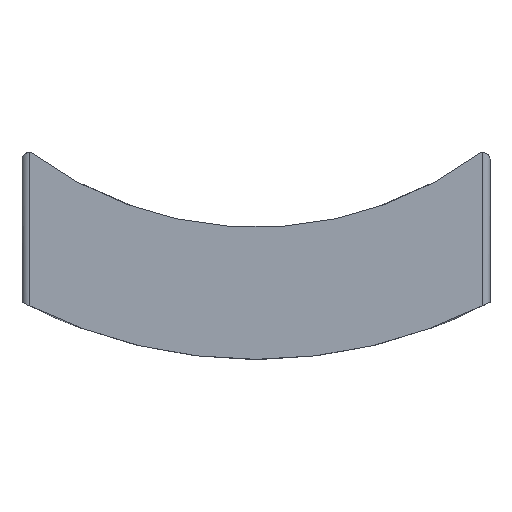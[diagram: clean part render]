
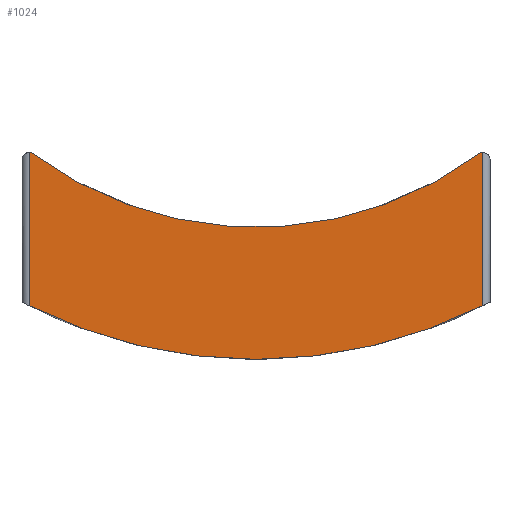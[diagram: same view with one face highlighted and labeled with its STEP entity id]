
A CAD part, top view. The second image highlights one B-rep face of the part: STEP entity #1024.
In plain terms, the highlighted planar face has unit normal (0, 0, 1).
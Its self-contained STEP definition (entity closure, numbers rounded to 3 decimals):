
#475=CARTESIAN_POINT('',(-63.303,-85.644,9.));
#476=VERTEX_POINT('',#475);
#483=CARTESIAN_POINT('',(63.303,-85.644,9.));
#484=VERTEX_POINT('',#483);
#485=CARTESIAN_POINT('',(0.,0.,9.));
#486=DIRECTION('',(0.,0.,-1.));
#487=DIRECTION('',(1.,0.,0.));
#488=AXIS2_PLACEMENT_3D('',#485,#486,#487);
#489=CIRCLE('',#488,106.5);
#490=EDGE_CURVE('',#484,#476,#489,.T.);
#850=CARTESIAN_POINT('',(64.492,-128.751,9.));
#851=VERTEX_POINT('',#850);
#877=CARTESIAN_POINT('',(-64.492,-128.751,9.));
#878=VERTEX_POINT('',#877);
#879=CARTESIAN_POINT('',(0.,0.,9.));
#880=DIRECTION('',(0.,0.,1.));
#881=DIRECTION('',(1.,0.,-0.));
#882=AXIS2_PLACEMENT_3D('',#879,#880,#881);
#883=CIRCLE('',#882,144.);
#884=EDGE_CURVE('',#878,#851,#883,.T.);
#985=CARTESIAN_POINT('',(0.,0.,9.));
#986=DIRECTION('',(0.,0.,1.));
#987=DIRECTION('',(1.,0.,0.));
#988=AXIS2_PLACEMENT_3D('',#985,#986,#987);
#989=PLANE('',#988);
#990=CARTESIAN_POINT('',(64.492,-85.253,9.));
#991=VERTEX_POINT('',#990);
#992=CARTESIAN_POINT('',(64.492,-128.751,9.));
#993=DIRECTION('',(0.,1.,0.));
#994=VECTOR('',#993,43.498);
#995=LINE('',#992,#994);
#996=EDGE_CURVE('',#851,#991,#995,.T.);
#997=ORIENTED_EDGE('',*,*,#996,.T.);
#998=CARTESIAN_POINT('',(64.492,-87.253,9.));
#999=DIRECTION('',(0.,0.,1.));
#1000=DIRECTION('',(1.,0.,-0.));
#1001=AXIS2_PLACEMENT_3D('',#998,#999,#1000);
#1002=CIRCLE('',#1001,2.);
#1003=EDGE_CURVE('',#991,#484,#1002,.T.);
#1004=ORIENTED_EDGE('',*,*,#1003,.T.);
#1005=ORIENTED_EDGE('',*,*,#490,.T.);
#1006=CARTESIAN_POINT('',(-64.492,-85.253,9.));
#1007=VERTEX_POINT('',#1006);
#1008=CARTESIAN_POINT('',(-64.492,-87.253,9.));
#1009=DIRECTION('',(0.,0.,1.));
#1010=DIRECTION('',(1.,0.,-0.));
#1011=AXIS2_PLACEMENT_3D('',#1008,#1009,#1010);
#1012=CIRCLE('',#1011,2.);
#1013=EDGE_CURVE('',#476,#1007,#1012,.T.);
#1014=ORIENTED_EDGE('',*,*,#1013,.T.);
#1015=CARTESIAN_POINT('',(-64.492,-85.253,9.));
#1016=DIRECTION('',(0.,-1.,0.));
#1017=VECTOR('',#1016,43.498);
#1018=LINE('',#1015,#1017);
#1019=EDGE_CURVE('',#1007,#878,#1018,.T.);
#1020=ORIENTED_EDGE('',*,*,#1019,.T.);
#1021=ORIENTED_EDGE('',*,*,#884,.T.);
#1022=EDGE_LOOP('',(#997,#1004,#1005,#1014,#1020,#1021));
#1023=FACE_BOUND('',#1022,.T.);
#1024=ADVANCED_FACE('',(#1023),#989,.T.);
